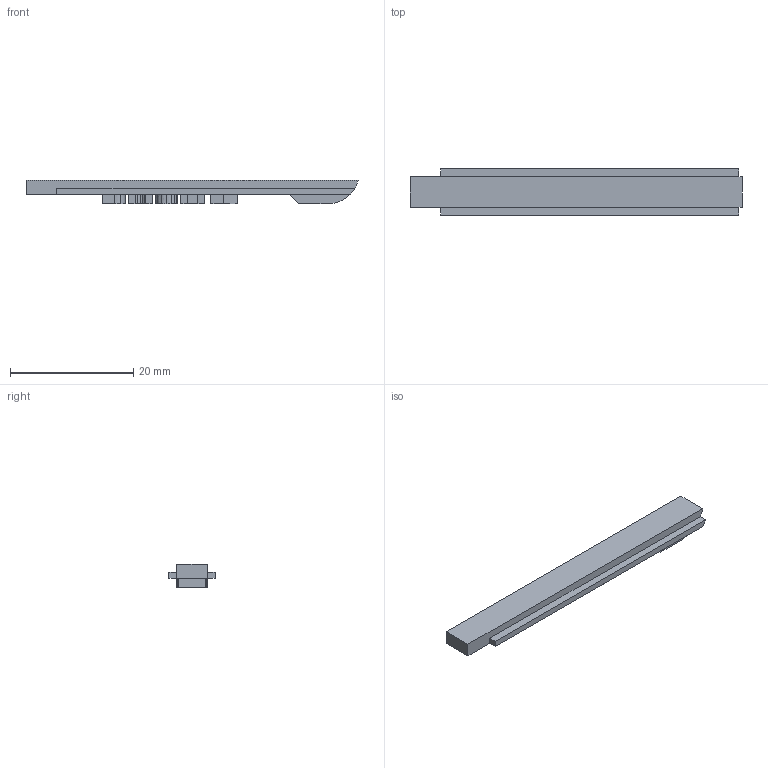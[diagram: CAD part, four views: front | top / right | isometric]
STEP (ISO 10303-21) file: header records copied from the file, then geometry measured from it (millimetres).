
FILE_DESCRIPTION(('FreeCAD Model'),'2;1');
FILE_NAME('Open CASCADE Shape Model','2024-04-18T01:33:40',(''),(''), 'Open CASCADE STEP processor 7.6','FreeCAD','Unknown');
FILE_SCHEMA(('AUTOMOTIVE_DESIGN { 1 0 10303 214 1 1 1 1 }'));
Length unit declared in the file: millimetre
Products named in the file (4): Cover_Part; LCS_Origin; Body; LCS_Front
Assembly tree (3 placements, depth 2):
  Cover_Part
    LCS_Origin
    Body
    LCS_Front
Bounding box: 53.85 x 7.5 x 3.8 mm (x, y, z)
Volume: 877 mm3; surface area: 1229.1 mm2
Topology: 1 solids, 1 shells, 124 faces, 334 edges, 218 vertices
Faces by surface type: extrusion 62, plane 57, cylinder 5
Entity records: 4313 total; most frequent: CARTESIAN_POINT 1371, ORIENTED_EDGE 668, DIRECTION 412, EDGE_CURVE 334, VECTOR 264, VERTEX_POINT 218, LINE 202, B_SPLINE_CURVE_WITH_KNOTS 186
